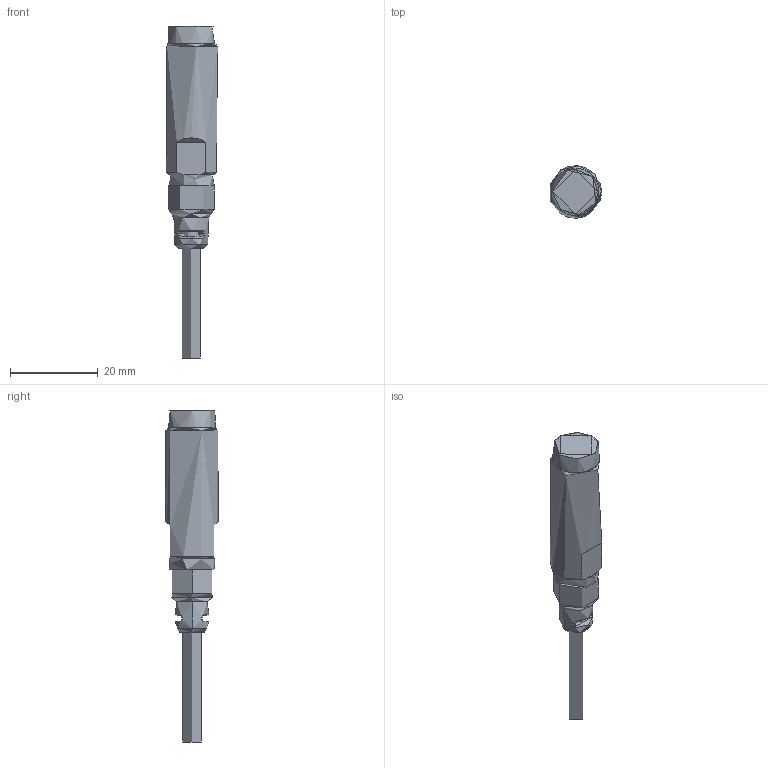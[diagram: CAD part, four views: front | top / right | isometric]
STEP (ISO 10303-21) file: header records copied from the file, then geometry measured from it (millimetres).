
FILE_DESCRIPTION(/* description */ (''),/* implementation_level */ '2;1');
FILE_NAME(/* name */ 'icb12_no_flush_cable_30mm_asm.stp',/* time_stamp */ '2015-05-07T14:46:09+02:00',/* author */ ('ddecol'),/* organization */ (''),/* preprocessor_version */ 'ST-DEVELOPER v15.6',/* originating_system */ 'Autodesk Inventor 2015',/* authorisation */ '');
FILE_SCHEMA (('AUTOMOTIVE_DESIGN { 1 0 10303 214 3 1 1 }'));
Length unit declared in the file: millimetre
Products named in the file (1): icb12_no_flush_cable_30mm_asm
Bounding box: 11.68 x 12 x 75.8 mm (x, y, z)
Surface area: 2382.8 mm2 (no closed solid volume)
Topology: 0 solids, 7 shells, 66 faces, 192 edges, 131 vertices
Faces by surface type: bspline 20, plane 18, cylinder 17, cone 7, torus 4
Full cylindrical faces by diameter (mm): 1.5 x2, 1.55 x2, 4.2 x1, 10.5 x1, 12 x1
Entity records: 3054 total; most frequent: CARTESIAN_POINT 1476, ORIENTED_EDGE 292, DIRECTION 262, EDGE_CURVE 170, VERTEX_POINT 123, AXIS2_PLACEMENT_3D 102, EDGE_LOOP 83, FACE_OUTER_BOUND 65
